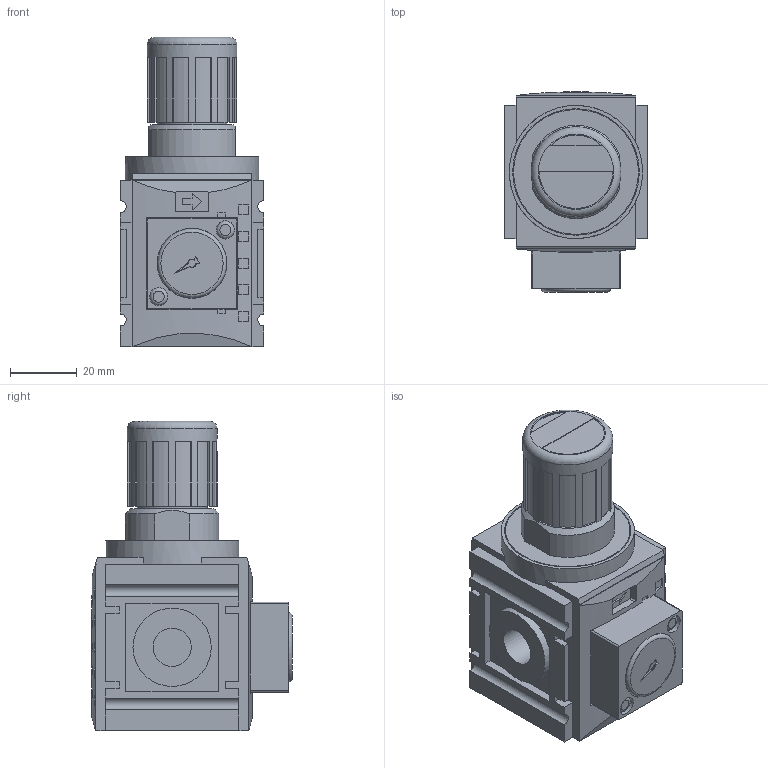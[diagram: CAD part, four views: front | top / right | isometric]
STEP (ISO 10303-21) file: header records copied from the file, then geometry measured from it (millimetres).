
FILE_DESCRIPTION((''),'2;1');
FILE_NAME('KRBE-014.stp','2010-05-26T13:06:54',('DDruske'),(''),'Autodesk Inventor 2009','Autodesk Inventor 2009','');
FILE_SCHEMA(('AUTOMOTIVE_DESIGN { 1 0 10303 214 1 1 1 1 }'));
Length unit declared in the file: millimetre
Products named in the file (1): Bauteil5
Bounding box: 43 x 60.08 x 92.8 mm (x, y, z)
Volume: 130324.9 mm3; surface area: 25824.7 mm2
Topology: 4 solids, 4 shells, 382 faces, 949 edges, 626 vertices
Faces by surface type: plane 254, cylinder 85, bspline 35, cone 4, torus 4
Full cylindrical faces by diameter (mm): 3.3 x2, 5.3 x2, 5.5 x2, 8.4 x1, 11.445 x2, 20.7 x1, 21 x2, 23.5 x1, 27 x1, 37.5 x1, 38 x1, 40 x1
Entity records: 11791 total; most frequent: CARTESIAN_POINT 2244, DIRECTION 1862, ORIENTED_EDGE 1838, EDGE_CURVE 919, VECTOR 644, LINE 644, VERTEX_POINT 623, AXIS2_PLACEMENT_3D 609
